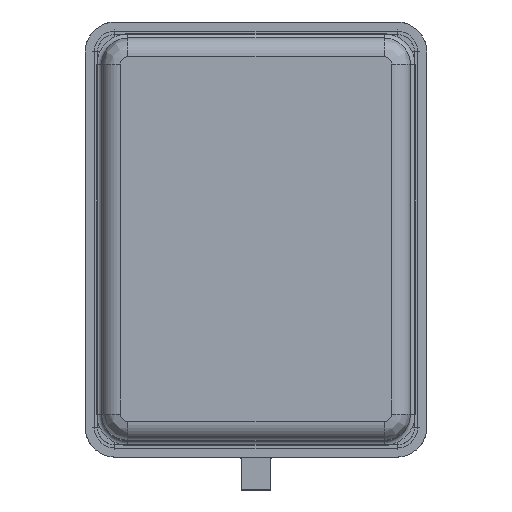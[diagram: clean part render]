
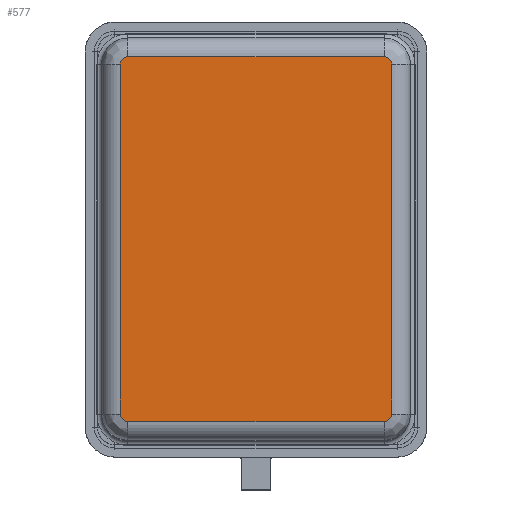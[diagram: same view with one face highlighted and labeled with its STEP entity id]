
A CAD part, top view. The second image highlights one B-rep face of the part: STEP entity #577.
In plain terms, the highlighted planar face has unit normal (0, 0, 1).
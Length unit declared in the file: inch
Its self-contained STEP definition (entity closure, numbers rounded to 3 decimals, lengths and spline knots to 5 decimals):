
#409=FACE_OUTER_BOUND('',#965,.T.);
#577=ADVANCED_FACE('',(#409),#769,.T.);
#769=PLANE('',#3506);
#965=EDGE_LOOP('',(#1542,#1543,#1544,#1545,#1546,#1547,#1548,#1549));
#1242=CIRCLE('',#3502,0.008);
#1243=CIRCLE('',#3503,0.008);
#1244=CIRCLE('',#3504,0.008);
#1245=CIRCLE('',#3505,0.008);
#1542=ORIENTED_EDGE('',*,*,#2650,.F.);
#1543=ORIENTED_EDGE('',*,*,#2651,.T.);
#1544=ORIENTED_EDGE('',*,*,#2652,.F.);
#1545=ORIENTED_EDGE('',*,*,#2653,.T.);
#1546=ORIENTED_EDGE('',*,*,#2654,.F.);
#1547=ORIENTED_EDGE('',*,*,#2655,.T.);
#1548=ORIENTED_EDGE('',*,*,#2656,.F.);
#1549=ORIENTED_EDGE('',*,*,#2657,.T.);
#2338=VERTEX_POINT('',#5168);
#2339=VERTEX_POINT('',#5169);
#2340=VERTEX_POINT('',#5171);
#2341=VERTEX_POINT('',#5173);
#2342=VERTEX_POINT('',#5175);
#2343=VERTEX_POINT('',#5177);
#2344=VERTEX_POINT('',#5179);
#2345=VERTEX_POINT('',#5181);
#2650=EDGE_CURVE('',#2338,#2339,#1242,.T.);
#2651=EDGE_CURVE('',#2338,#2340,#3050,.T.);
#2652=EDGE_CURVE('',#2341,#2340,#1243,.T.);
#2653=EDGE_CURVE('',#2341,#2342,#3051,.T.);
#2654=EDGE_CURVE('',#2343,#2342,#1244,.T.);
#2655=EDGE_CURVE('',#2343,#2344,#3052,.T.);
#2656=EDGE_CURVE('',#2345,#2344,#1245,.T.);
#2657=EDGE_CURVE('',#2345,#2339,#3053,.T.);
#3050=LINE('',#5170,#3270);
#3051=LINE('',#5174,#3271);
#3052=LINE('',#5178,#3272);
#3053=LINE('',#5182,#3273);
#3270=VECTOR('',#4031,1.);
#3271=VECTOR('',#4034,1.);
#3272=VECTOR('',#4037,1.);
#3273=VECTOR('',#4040,1.);
#3502=AXIS2_PLACEMENT_3D('',#5167,#4029,#4030);
#3503=AXIS2_PLACEMENT_3D('',#5172,#4032,#4033);
#3504=AXIS2_PLACEMENT_3D('',#5176,#4035,#4036);
#3505=AXIS2_PLACEMENT_3D('',#5180,#4038,#4039);
#3506=AXIS2_PLACEMENT_3D('',#5183,#4041,#4042);
#4029=DIRECTION('',(0.,0.,-1.));
#4030=DIRECTION('',(1.,0.,0.));
#4031=DIRECTION('',(1.,0.,0.));
#4032=DIRECTION('',(0.,0.,-1.));
#4033=DIRECTION('',(1.,0.,0.));
#4034=DIRECTION('',(0.,1.,0.));
#4035=DIRECTION('',(0.,0.,-1.));
#4036=DIRECTION('',(1.,0.,0.));
#4037=DIRECTION('',(-1.,0.,0.));
#4038=DIRECTION('',(0.,0.,-1.));
#4039=DIRECTION('',(1.,0.,0.));
#4040=DIRECTION('',(0.,-1.,0.));
#4041=DIRECTION('',(0.,0.,1.));
#4042=DIRECTION('',(1.,0.,0.));
#5167=CARTESIAN_POINT('',(-0.137,-0.187,0.32));
#5168=CARTESIAN_POINT('',(-0.137,-0.195,0.32));
#5169=CARTESIAN_POINT('',(-0.145,-0.187,0.32));
#5170=CARTESIAN_POINT('',(0.,-0.195,0.32));
#5171=CARTESIAN_POINT('',(0.137,-0.195,0.32));
#5172=CARTESIAN_POINT('',(0.137,-0.187,0.32));
#5173=CARTESIAN_POINT('',(0.145,-0.187,0.32));
#5174=CARTESIAN_POINT('',(0.145,0.,0.32));
#5175=CARTESIAN_POINT('',(0.145,0.187,0.32));
#5176=CARTESIAN_POINT('',(0.137,0.187,0.32));
#5177=CARTESIAN_POINT('',(0.137,0.195,0.32));
#5178=CARTESIAN_POINT('',(0.,0.195,0.32));
#5179=CARTESIAN_POINT('',(-0.137,0.195,0.32));
#5180=CARTESIAN_POINT('',(-0.137,0.187,0.32));
#5181=CARTESIAN_POINT('',(-0.145,0.187,0.32));
#5182=CARTESIAN_POINT('',(-0.145,0.,0.32));
#5183=CARTESIAN_POINT('',(0.,0.,0.32));
